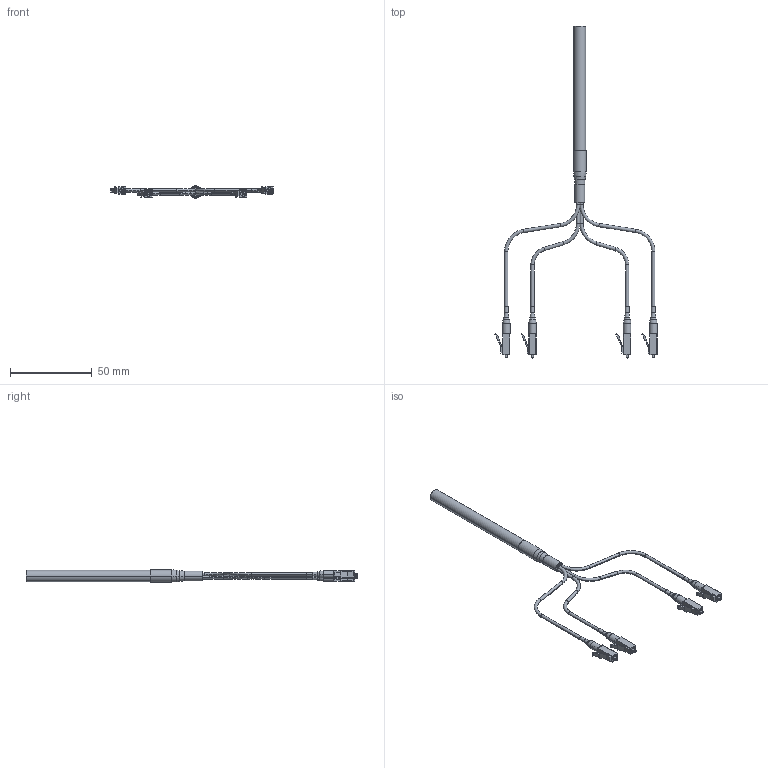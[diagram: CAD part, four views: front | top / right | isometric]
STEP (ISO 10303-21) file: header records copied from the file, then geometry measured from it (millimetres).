
FILE_DESCRIPTION (( 'STEP AP214' ), '1' );
FILE_NAME ('FPT06-LCASM-GR_3D.STEP', '2020-06-11T20:27:34', ( '' ), ( '' ), 'SwSTEP 2.0', 'SolidWorks 2018', '' );
FILE_SCHEMA (( 'AUTOMOTIVE_DESIGN' ));
Length unit declared in the file: inch
Products named in the file (9): 1AF02-014-MA2; MTPM06-ST-MA3_2mm Diameter; FPT06-LCASM-GR_3D; 1AF02-044; FPT12-SC-MA3; FPT12-LC-MA1_without mtp; 1AY07-044; MTPM06-ST-MA4_2mm Diameter; FPT12-SC-MA2
Assembly tree (13 placements, depth 3):
  FPT06-LCASM-GR_3D
    FPT12-LC-MA1_without mtp
      FPT12-SC-MA2
      MTPM06-ST-MA3_2mm Diameter  x2
      MTPM06-ST-MA4_2mm Diameter  x2
      FPT12-SC-MA3
    1AF02-044  x4
      1AY07-044
      1AF02-014-MA2
Bounding box: 99.12 x 202.95 x 7.62 mm (x, y, z)
Volume: 7157.6 mm3; surface area: 7770.9 mm2
Topology: 14 solids, 14 shells, 416 faces, 904 edges, 520 vertices
Faces by surface type: plane 156, cylinder 134, cone 66, torus 44, sphere 16
Entity records: 4757 total; most frequent: DIRECTION 681, CARTESIAN_POINT 565, ORIENTED_EDGE 530, AXIS2_PLACEMENT_3D 270, EDGE_CURVE 265, VERTEX_POINT 154, LINE 141, VECTOR 141
